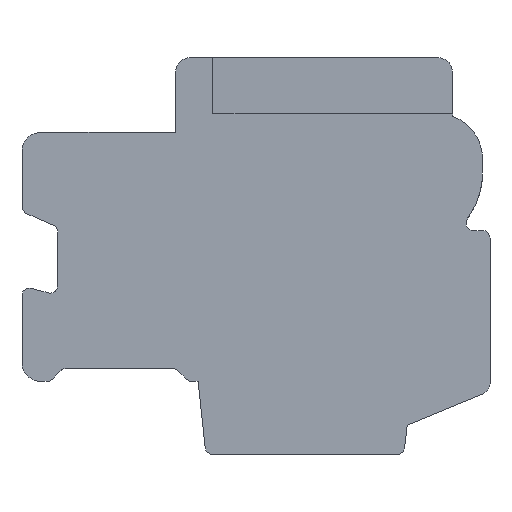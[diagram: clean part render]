
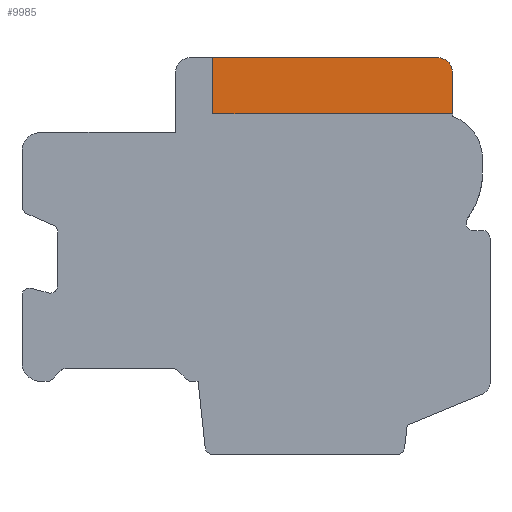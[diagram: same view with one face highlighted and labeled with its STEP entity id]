
A CAD part, front view. The second image highlights one B-rep face of the part: STEP entity #9985.
In plain terms, the highlighted planar face has unit normal (0, -1, 0).
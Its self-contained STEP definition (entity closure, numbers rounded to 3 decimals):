
#57=DIRECTION('',(-1.,0.,0.));
#58=VECTOR('',#57,6.);
#59=CARTESIAN_POINT('',(4.85,-53.5,5.3));
#60=LINE('',#59,#58);
#641=CARTESIAN_POINT('',(4.85,-53.5,4.9));
#642=DIRECTION('',(0.,1.,0.));
#643=DIRECTION('',(0.,0.,1.));
#644=AXIS2_PLACEMENT_3D('',#641,#642,#643);
#698=DIRECTION('',(0.,0.,-1.));
#699=VECTOR('',#698,1.1);
#700=CARTESIAN_POINT('',(5.25,-53.5,4.9));
#701=LINE('',#700,#699);
#3114=DIRECTION('',(0.,0.,1.));
#3115=VECTOR('',#3114,1.5);
#3116=CARTESIAN_POINT('',(-1.15,-53.5,3.8));
#3117=LINE('',#3116,#3115);
#3122=DIRECTION('',(-1.,0.,0.));
#3123=VECTOR('',#3122,6.4);
#3124=CARTESIAN_POINT('',(5.25,-53.5,3.8));
#3125=LINE('',#3124,#3123);
#6550=CARTESIAN_POINT('',(-1.15,-53.5,5.3));
#6552=VERTEX_POINT('',#6550);
#6554=CARTESIAN_POINT('',(4.85,-53.5,5.3));
#6555=VERTEX_POINT('',#6554);
#6556=CARTESIAN_POINT('',(5.25,-53.5,4.9));
#6557=VERTEX_POINT('',#6556);
#6558=CARTESIAN_POINT('',(5.25,-53.5,3.8));
#6559=VERTEX_POINT('',#6558);
#6562=CARTESIAN_POINT('',(-1.15,-53.5,3.8));
#6563=VERTEX_POINT('',#6562);
#9972=CARTESIAN_POINT('',(5.25,-53.5,3.8));
#9973=DIRECTION('',(0.,1.,0.));
#9974=DIRECTION('',(0.,0.,1.));
#9975=AXIS2_PLACEMENT_3D('',#9972,#9973,#9974);
#9976=PLANE('',#9975);
#9977=ORIENTED_EDGE('',*,*,#6940,.F.);
#9978=ORIENTED_EDGE('',*,*,#7537,.T.);
#9979=ORIENTED_EDGE('',*,*,#7611,.T.);
#9981=ORIENTED_EDGE('',*,*,#9980,.T.);
#9982=ORIENTED_EDGE('',*,*,#9964,.T.);
#9983=EDGE_LOOP('',(#9977,#9978,#9979,#9981,#9982));
#9984=FACE_OUTER_BOUND('',#9983,.F.);
#9985=ADVANCED_FACE('',(#9984),#9976,.F.);
#645=CIRCLE('',#644,0.4);
#6940=EDGE_CURVE('',#6555,#6552,#60,.T.);
#7537=EDGE_CURVE('',#6555,#6557,#645,.T.);
#7611=EDGE_CURVE('',#6557,#6559,#701,.T.);
#9964=EDGE_CURVE('',#6563,#6552,#3117,.T.);
#9980=EDGE_CURVE('',#6559,#6563,#3125,.T.);
